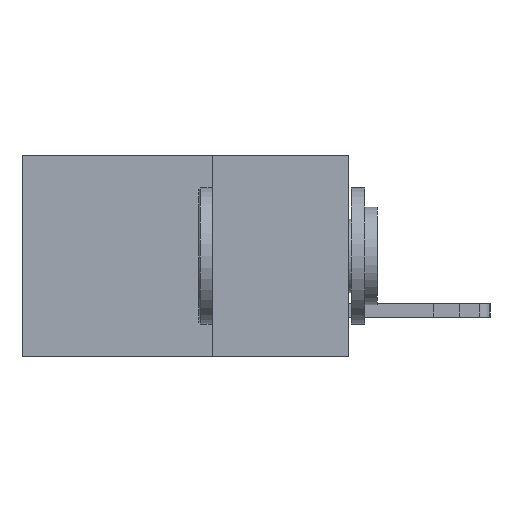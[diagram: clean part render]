
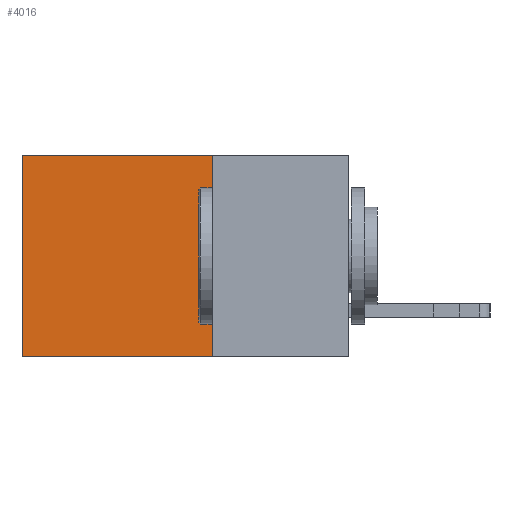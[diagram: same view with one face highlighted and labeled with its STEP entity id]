
A CAD part, left-side view. The second image highlights one B-rep face of the part: STEP entity #4016.
In plain terms, the highlighted planar face has unit normal (-1, 0, 0).
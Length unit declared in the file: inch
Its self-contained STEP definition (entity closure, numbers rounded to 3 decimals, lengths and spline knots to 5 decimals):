
#272 = CARTESIAN_POINT ( 'NONE',  ( 0.2615, 0.6, -0.37 ) ) ;
#320 = VERTEX_POINT ( 'NONE', #10248 ) ;
#541 = LINE ( 'NONE', #4955, #6883 ) ;
#866 = ORIENTED_EDGE ( 'NONE', *, *, #8135, .F. ) ;
#1169 = VERTEX_POINT ( 'NONE', #8886 ) ;
#2052 = LINE ( 'NONE', #6629, #4033 ) ;
#2552 = ORIENTED_EDGE ( 'NONE', *, *, #4345, .T. ) ;
#3811 = CARTESIAN_POINT ( 'NONE',  ( 0.2615, 0.6, 0. ) ) ;
#3884 = AXIS2_PLACEMENT_3D ( 'NONE', #9925, #9648, #9626 ) ;
#4016 = ADVANCED_FACE ( 'NONE', ( #7822 ), #9683, .F. ) ;
#4033 = VECTOR ( 'NONE', #8180, 39.37008 ) ;
#4345 = EDGE_CURVE ( 'NONE', #7882, #4919, #8965, .T. ) ;
#4602 = DIRECTION ( 'NONE',  ( 0., 0., -1. ) ) ;
#4871 = DIRECTION ( 'NONE',  ( 0., 0., -1. ) ) ;
#4919 = VERTEX_POINT ( 'NONE', #3811 ) ;
#4955 = CARTESIAN_POINT ( 'NONE',  ( 0.2615, 0.25, -0.37 ) ) ;
#5311 = ORIENTED_EDGE ( 'NONE', *, *, #6865, .F. ) ;
#6629 = CARTESIAN_POINT ( 'NONE',  ( 0.2615, 0.25, -0.37 ) ) ;
#6809 = EDGE_LOOP ( 'NONE', ( #9587, #866, #5311, #2552 ) ) ;
#6865 = EDGE_CURVE ( 'NONE', #7882, #320, #541, .T. ) ;
#6883 = VECTOR ( 'NONE', #4871, 39.37008 ) ;
#6980 = VECTOR ( 'NONE', #8315, 39.37008 ) ;
#7403 = CARTESIAN_POINT ( 'NONE',  ( 0.2615, 0.25, 0. ) ) ;
#7822 = FACE_OUTER_BOUND ( 'NONE', #6809, .T. ) ;
#7862 = CARTESIAN_POINT ( 'NONE',  ( 0.2615, 0.25, 0. ) ) ;
#7882 = VERTEX_POINT ( 'NONE', #7862 ) ;
#8135 = EDGE_CURVE ( 'NONE', #320, #1169, #2052, .T. ) ;
#8180 = DIRECTION ( 'NONE',  ( 0., 1., 0. ) ) ;
#8239 = LINE ( 'NONE', #272, #10223 ) ;
#8308 = EDGE_CURVE ( 'NONE', #4919, #1169, #8239, .T. ) ;
#8315 = DIRECTION ( 'NONE',  ( 0., 1., 0. ) ) ;
#8886 = CARTESIAN_POINT ( 'NONE',  ( 0.2615, 0.6, -0.37 ) ) ;
#8965 = LINE ( 'NONE', #7403, #6980 ) ;
#9587 = ORIENTED_EDGE ( 'NONE', *, *, #8308, .T. ) ;
#9626 = DIRECTION ( 'NONE',  ( 0., 0., -1. ) ) ;
#9648 = DIRECTION ( 'NONE',  ( 1., 0., 0. ) ) ;
#9683 = PLANE ( 'NONE',  #3884 ) ;
#9925 = CARTESIAN_POINT ( 'NONE',  ( 0.2615, 0.25, -0.37 ) ) ;
#10223 = VECTOR ( 'NONE', #4602, 39.37008 ) ;
#10248 = CARTESIAN_POINT ( 'NONE',  ( 0.2615, 0.25, -0.37 ) ) ;
